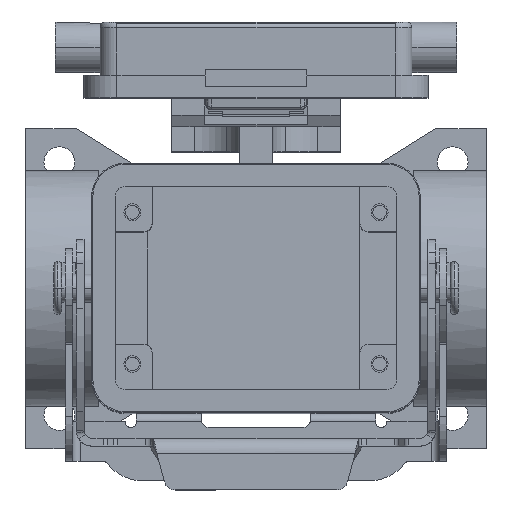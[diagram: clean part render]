
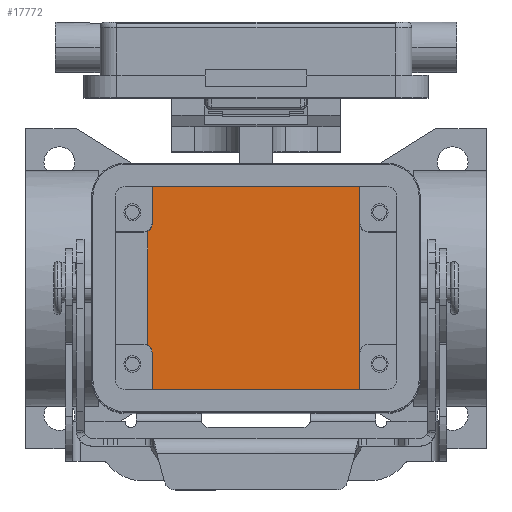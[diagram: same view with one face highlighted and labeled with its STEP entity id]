
A CAD part, top view. The second image highlights one B-rep face of the part: STEP entity #17772.
In plain terms, the highlighted planar face has unit normal (0, 0, 1).
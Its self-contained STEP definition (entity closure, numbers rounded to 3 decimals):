
#17699=CARTESIAN_POINT('',(0.,0.,-62.0));
#17700=DIRECTION('',(0.0,0.0,1.0));
#17701=DIRECTION('',(1.0,0.0,0.0));
#17702=AXIS2_PLACEMENT_3D('',#17699,#17700,#17701);
#17703=PLANE('',#17702);
#17704=CARTESIAN_POINT('',(-19.25,10.201,-62.0));
#17705=VERTEX_POINT('',#17704);
#17706=CARTESIAN_POINT('',(-19.25,-10.201,-62.0));
#17707=VERTEX_POINT('',#17706);
#17708=CARTESIAN_POINT('',(-19.25,10.201,-62.0));
#17709=DIRECTION('',(0.0,-1.0,0.0));
#17710=VECTOR('',#17709,20.402);
#17711=LINE('',#17708,#17710);
#17712=EDGE_CURVE('',#17705,#17707,#17711,.T.);
#17713=ORIENTED_EDGE('',*,*,#17712,.T.);
#17714=CARTESIAN_POINT('',(-18.5,-11.5,-62.));
#17715=VERTEX_POINT('',#17714);
#17716=CARTESIAN_POINT('',(-20.0,-11.5,-62.0));
#17717=DIRECTION('',(0.0,0.0,-1.0));
#17718=DIRECTION('',(-1.0,0.0,0.0));
#17719=AXIS2_PLACEMENT_3D('',#17716,#17717,#17718);
#17720=CIRCLE('',#17719,1.5);
#17721=EDGE_CURVE('',#17707,#17715,#17720,.T.);
#17722=ORIENTED_EDGE('',*,*,#17721,.T.);
#17723=CARTESIAN_POINT('',(-18.5,-18.25,-62.));
#17724=VERTEX_POINT('',#17723);
#17725=CARTESIAN_POINT('',(-18.5,-11.5,-62.));
#17726=DIRECTION('',(0.0,-1.0,0.0));
#17727=VECTOR('',#17726,6.75);
#17728=LINE('',#17725,#17727);
#17729=EDGE_CURVE('',#17715,#17724,#17728,.T.);
#17730=ORIENTED_EDGE('',*,*,#17729,.T.);
#17731=CARTESIAN_POINT('',(18.5,-18.25,-62.));
#17732=VERTEX_POINT('',#17731);
#17733=CARTESIAN_POINT('',(-18.5,-18.25,-62.));
#17734=DIRECTION('',(1.0,0.0,0.0));
#17735=VECTOR('',#17734,37.);
#17736=LINE('',#17733,#17735);
#17737=EDGE_CURVE('',#17724,#17732,#17736,.T.);
#17738=ORIENTED_EDGE('',*,*,#17737,.T.);
#17739=CARTESIAN_POINT('',(18.5,18.25,-62.));
#17740=VERTEX_POINT('',#17739);
#17741=CARTESIAN_POINT('',(18.5,-18.25,-62.));
#17742=DIRECTION('',(0.0,1.0,0.0));
#17743=VECTOR('',#17742,36.5);
#17744=LINE('',#17741,#17743);
#17745=EDGE_CURVE('',#17732,#17740,#17744,.T.);
#17746=ORIENTED_EDGE('',*,*,#17745,.T.);
#17747=CARTESIAN_POINT('',(-18.5,18.25,-62.));
#17748=VERTEX_POINT('',#17747);
#17749=CARTESIAN_POINT('',(18.5,18.25,-62.));
#17750=DIRECTION('',(-1.0,0.0,0.0));
#17751=VECTOR('',#17750,37.);
#17752=LINE('',#17749,#17751);
#17753=EDGE_CURVE('',#17740,#17748,#17752,.T.);
#17754=ORIENTED_EDGE('',*,*,#17753,.T.);
#17755=CARTESIAN_POINT('',(-18.5,11.5,-62.));
#17756=VERTEX_POINT('',#17755);
#17757=CARTESIAN_POINT('',(-18.5,18.25,-62.));
#17758=DIRECTION('',(0.0,-1.0,0.0));
#17759=VECTOR('',#17758,6.75);
#17760=LINE('',#17757,#17759);
#17761=EDGE_CURVE('',#17748,#17756,#17760,.T.);
#17762=ORIENTED_EDGE('',*,*,#17761,.T.);
#17763=CARTESIAN_POINT('',(-20.0,11.5,-62.0));
#17764=DIRECTION('',(0.0,0.0,-1.0));
#17765=DIRECTION('',(0.0,-1.0,0.0));
#17766=AXIS2_PLACEMENT_3D('',#17763,#17764,#17765);
#17767=CIRCLE('',#17766,1.5);
#17768=EDGE_CURVE('',#17756,#17705,#17767,.T.);
#17769=ORIENTED_EDGE('',*,*,#17768,.T.);
#17770=EDGE_LOOP('',(#17713,#17722,#17730,#17738,#17746,#17754,#17762,#17769));
#17771=FACE_OUTER_BOUND('',#17770,.T.);
#17772=ADVANCED_FACE('',(#17771),#17703,.T.);
